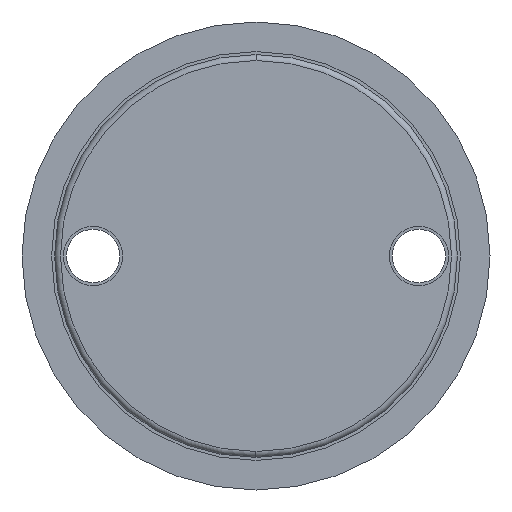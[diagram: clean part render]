
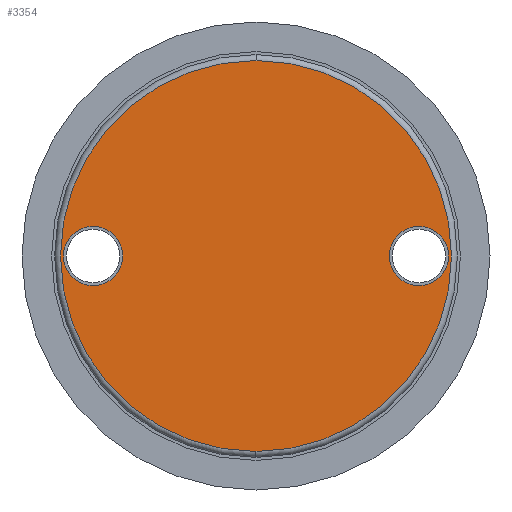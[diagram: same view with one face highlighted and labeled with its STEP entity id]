
A CAD part, front view. The second image highlights one B-rep face of the part: STEP entity #3354.
In plain terms, the highlighted planar face has unit normal (0, -1, 0).
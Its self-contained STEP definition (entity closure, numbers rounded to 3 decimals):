
#204 = AXIS2_PLACEMENT_3D ( 'NONE', #383, #3305, #2602 ) ;
#210 = DIRECTION ( 'NONE',  ( 0., 1., 0. ) ) ;
#226 = DIRECTION ( 'NONE',  ( 0., -1., 0. ) ) ;
#231 = DIRECTION ( 'NONE',  ( 0., 0., 1. ) ) ;
#238 = AXIS2_PLACEMENT_3D ( 'NONE', #3879, #226, #1600 ) ;
#359 = DIRECTION ( 'NONE',  ( 0., -1., 0. ) ) ;
#383 = CARTESIAN_POINT ( 'NONE',  ( -27.5, 0., 0. ) ) ;
#488 = AXIS2_PLACEMENT_3D ( 'NONE', #1525, #3493, #2848 ) ;
#604 = EDGE_CURVE ( 'NONE', #825, #3914, #1315, .T. ) ;
#725 = CIRCLE ( 'NONE', #3073, 5. ) ;
#753 = ORIENTED_EDGE ( 'NONE', *, *, #1496, .F. ) ;
#825 = VERTEX_POINT ( 'NONE', #1772 ) ;
#890 = CARTESIAN_POINT ( 'NONE',  ( 0., 0., 33. ) ) ;
#896 = EDGE_LOOP ( 'NONE', ( #4068, #2267 ) ) ;
#948 = EDGE_CURVE ( 'NONE', #3914, #825, #3589, .T. ) ;
#1097 = EDGE_LOOP ( 'NONE', ( #2813, #1628 ) ) ;
#1110 = AXIS2_PLACEMENT_3D ( 'NONE', #1561, #1235, #3864 ) ;
#1155 = VERTEX_POINT ( 'NONE', #3432 ) ;
#1175 = CIRCLE ( 'NONE', #204, 5. ) ;
#1235 = DIRECTION ( 'NONE',  ( 0., -1., 0. ) ) ;
#1296 = EDGE_LOOP ( 'NONE', ( #3741, #753 ) ) ;
#1315 = CIRCLE ( 'NONE', #3445, 33. ) ;
#1496 = EDGE_CURVE ( 'NONE', #4155, #1155, #2976, .T. ) ;
#1525 = CARTESIAN_POINT ( 'NONE',  ( 0., 0., 0. ) ) ;
#1561 = CARTESIAN_POINT ( 'NONE',  ( 27.5, 0., 0. ) ) ;
#1600 = DIRECTION ( 'NONE',  ( 0., 0., -1. ) ) ;
#1609 = DIRECTION ( 'NONE',  ( 0., 0., -1. ) ) ;
#1623 = FACE_OUTER_BOUND ( 'NONE', #896, .T. ) ;
#1628 = ORIENTED_EDGE ( 'NONE', *, *, #2679, .T. ) ;
#1668 = EDGE_CURVE ( 'NONE', #4201, #4150, #1175, .T. ) ;
#1772 = CARTESIAN_POINT ( 'NONE',  ( 0., 0., -33. ) ) ;
#1774 = CARTESIAN_POINT ( 'NONE',  ( -27.5, 0., 5. ) ) ;
#1934 = CARTESIAN_POINT ( 'NONE',  ( -27.5, 0., 0. ) ) ;
#2001 = FACE_BOUND ( 'NONE', #1097, .T. ) ;
#2244 = AXIS2_PLACEMENT_3D ( 'NONE', #3299, #359, #3621 ) ;
#2267 = ORIENTED_EDGE ( 'NONE', *, *, #604, .T. ) ;
#2602 = DIRECTION ( 'NONE',  ( 0., 0., -1. ) ) ;
#2679 = EDGE_CURVE ( 'NONE', #4150, #4201, #725, .T. ) ;
#2756 = EDGE_CURVE ( 'NONE', #1155, #4155, #3070, .T. ) ;
#2813 = ORIENTED_EDGE ( 'NONE', *, *, #1668, .T. ) ;
#2848 = DIRECTION ( 'NONE',  ( 0., 0., 1. ) ) ;
#2976 = CIRCLE ( 'NONE', #1110, 5. ) ;
#3070 = CIRCLE ( 'NONE', #238, 5. ) ;
#3073 = AXIS2_PLACEMENT_3D ( 'NONE', #1934, #210, #1609 ) ;
#3192 = CARTESIAN_POINT ( 'NONE',  ( 0., 0., 0. ) ) ;
#3299 = CARTESIAN_POINT ( 'NONE',  ( -33.366, 0., -33. ) ) ;
#3305 = DIRECTION ( 'NONE',  ( 0., 1., 0. ) ) ;
#3314 = PLANE ( 'NONE',  #2244 ) ;
#3354 = ADVANCED_FACE ( 'NONE', ( #1623, #2001, #3954 ), #3314, .T. ) ;
#3380 = CARTESIAN_POINT ( 'NONE',  ( 27.5, 0., -5. ) ) ;
#3432 = CARTESIAN_POINT ( 'NONE',  ( 27.5, 0., 5. ) ) ;
#3445 = AXIS2_PLACEMENT_3D ( 'NONE', #3192, #3884, #231 ) ;
#3493 = DIRECTION ( 'NONE',  ( 0., -1., 0. ) ) ;
#3589 = CIRCLE ( 'NONE', #488, 33. ) ;
#3621 = DIRECTION ( 'NONE',  ( 1., 0., 0. ) ) ;
#3741 = ORIENTED_EDGE ( 'NONE', *, *, #2756, .F. ) ;
#3864 = DIRECTION ( 'NONE',  ( 0., 0., -1. ) ) ;
#3879 = CARTESIAN_POINT ( 'NONE',  ( 27.5, 0., 0. ) ) ;
#3884 = DIRECTION ( 'NONE',  ( 0., -1., 0. ) ) ;
#3914 = VERTEX_POINT ( 'NONE', #890 ) ;
#3954 = FACE_BOUND ( 'NONE', #1296, .T. ) ;
#4049 = CARTESIAN_POINT ( 'NONE',  ( -27.5, 0., -5. ) ) ;
#4068 = ORIENTED_EDGE ( 'NONE', *, *, #948, .T. ) ;
#4150 = VERTEX_POINT ( 'NONE', #4049 ) ;
#4155 = VERTEX_POINT ( 'NONE', #3380 ) ;
#4201 = VERTEX_POINT ( 'NONE', #1774 ) ;
